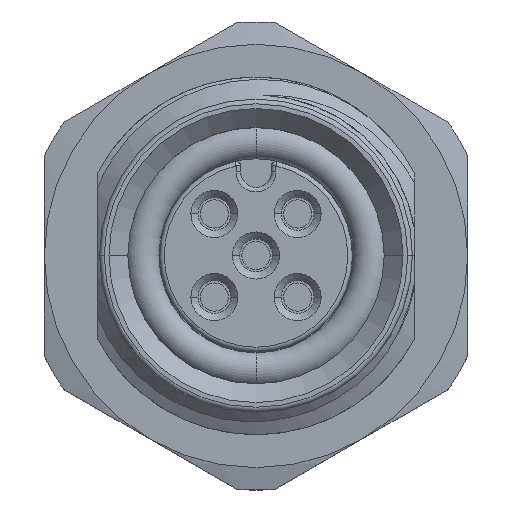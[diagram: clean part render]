
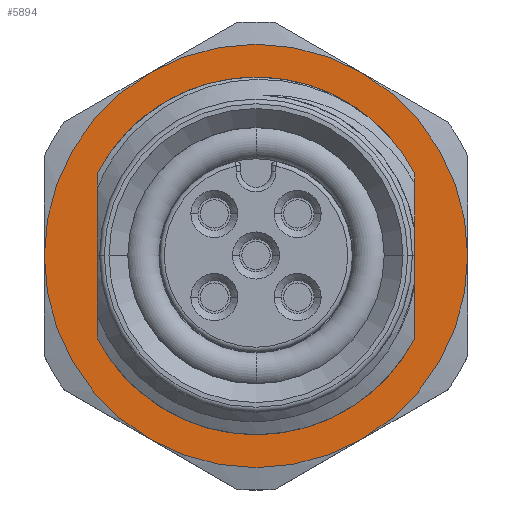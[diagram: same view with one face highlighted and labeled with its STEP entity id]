
A CAD part, top view. The second image highlights one B-rep face of the part: STEP entity #5894.
In plain terms, the highlighted planar face has unit normal (0, 0, 1).
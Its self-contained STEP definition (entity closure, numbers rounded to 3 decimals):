
#900=DIRECTION('',(0.,1.,0.));
#901=VECTOR('',#900,4.987);
#902=CARTESIAN_POINT('',(-6.75,-2.097,-11.2));
#903=LINE('',#902,#901);
#908=CARTESIAN_POINT('',(0.,0.,-11.2));
#909=DIRECTION('',(0.,0.,-1.));
#910=DIRECTION('',(0.5,0.866,0.));
#911=AXIS2_PLACEMENT_3D('',#908,#909,#910);
#913=CARTESIAN_POINT('',(0.,0.,-11.2));
#914=DIRECTION('',(0.,0.,-1.));
#915=DIRECTION('',(1.,0.,0.));
#916=AXIS2_PLACEMENT_3D('',#913,#914,#915);
#918=CARTESIAN_POINT('',(0.,0.,-11.2));
#919=DIRECTION('',(0.,0.,-1.));
#920=DIRECTION('',(-0.5,-0.866,0.));
#921=AXIS2_PLACEMENT_3D('',#918,#919,#920);
#923=CARTESIAN_POINT('',(0.,0.,-11.2));
#924=DIRECTION('',(0.,0.,-1.));
#925=DIRECTION('',(-1.,0.,0.));
#926=AXIS2_PLACEMENT_3D('',#923,#924,#925);
#1040=CARTESIAN_POINT('',(0.,0.,-11.2));
#1041=DIRECTION('',(0.,0.,-1.));
#1042=DIRECTION('',(-0.483,0.876,0.));
#1043=AXIS2_PLACEMENT_3D('',#1040,#1041,#1042);
#1176=CARTESIAN_POINT('',(-4.267,-5.342,-11.2));
#1177=CARTESIAN_POINT('',(-4.426,-5.229,-11.2));
#1178=CARTESIAN_POINT('',(-4.734,-4.99,-11.2));
#1179=CARTESIAN_POINT('',(-5.167,-4.59,-11.2));
#1180=CARTESIAN_POINT('',(-5.565,-4.154,-11.2));
#1181=CARTESIAN_POINT('',(-5.927,-3.683,-11.2));
#1182=CARTESIAN_POINT('',(-6.247,-3.182,-11.2));
#1183=CARTESIAN_POINT('',(-6.525,-2.652,-11.2));
#1184=CARTESIAN_POINT('',(-6.68,-2.285,-11.2));
#1185=CARTESIAN_POINT('',(-6.75,-2.097,-11.2));
#1250=CARTESIAN_POINT('',(-6.75,2.89,-11.2));
#1251=CARTESIAN_POINT('',(-6.68,3.082,-11.2));
#1252=CARTESIAN_POINT('',(-6.523,3.458,-11.2));
#1253=CARTESIAN_POINT('',(-6.241,4.005,-11.2));
#1254=CARTESIAN_POINT('',(-5.914,4.528,-11.2));
#1255=CARTESIAN_POINT('',(-5.543,5.023,-11.2));
#1256=CARTESIAN_POINT('',(-5.131,5.487,-11.2));
#1257=CARTESIAN_POINT('',(-4.681,5.917,-11.2));
#1258=CARTESIAN_POINT('',(-4.194,6.31,-11.2));
#1259=CARTESIAN_POINT('',(-3.849,6.544,-11.2));
#1260=CARTESIAN_POINT('',(-3.671,6.655,-11.2));
#1369=CARTESIAN_POINT('',(5.342,-4.267,-11.2));
#1370=CARTESIAN_POINT('',(5.224,-4.415,-11.2));
#1371=CARTESIAN_POINT('',(4.977,-4.699,-11.2));
#1372=CARTESIAN_POINT('',(4.572,-5.094,-11.2));
#1373=CARTESIAN_POINT('',(4.136,-5.454,-11.2));
#1374=CARTESIAN_POINT('',(3.671,-5.777,-11.2));
#1375=CARTESIAN_POINT('',(3.182,-6.06,-11.2));
#1376=CARTESIAN_POINT('',(2.67,-6.302,-11.2));
#1377=CARTESIAN_POINT('',(2.141,-6.501,-11.2));
#1378=CARTESIAN_POINT('',(1.597,-6.656,-11.2));
#1379=CARTESIAN_POINT('',(1.041,-6.765,-11.2));
#1380=CARTESIAN_POINT('',(0.479,-6.828,-11.2));
#1381=CARTESIAN_POINT('',(-0.086,-6.844,-11.2));
#1382=CARTESIAN_POINT('',(-0.651,-6.814,-11.2));
#1383=CARTESIAN_POINT('',(-1.211,-6.737,-11.2));
#1384=CARTESIAN_POINT('',(-1.764,-6.613,-11.2));
#1385=CARTESIAN_POINT('',(-2.304,-6.445,-11.2));
#1386=CARTESIAN_POINT('',(-2.828,-6.233,-11.2));
#1387=CARTESIAN_POINT('',(-3.333,-5.978,-11.2));
#1388=CARTESIAN_POINT('',(-3.815,-5.683,-11.2));
#1389=CARTESIAN_POINT('',(-4.119,-5.46,-11.2));
#1390=CARTESIAN_POINT('',(-4.267,-5.342,-11.2));
#1643=DIRECTION('',(0.,-1.,0.));
#1644=VECTOR('',#1643,4.464);
#1645=CARTESIAN_POINT('',(6.75,2.627,-11.2));
#1646=LINE('',#1645,#1644);
#1720=CARTESIAN_POINT('',(2.11,7.301,-11.2));
#1721=CARTESIAN_POINT('',(2.309,7.232,-11.2));
#1722=CARTESIAN_POINT('',(2.7,7.079,-11.2));
#1723=CARTESIAN_POINT('',(3.265,6.801,-11.2));
#1724=CARTESIAN_POINT('',(3.802,6.478,-11.2));
#1725=CARTESIAN_POINT('',(4.31,6.113,-11.2));
#1726=CARTESIAN_POINT('',(4.783,5.708,-11.2));
#1727=CARTESIAN_POINT('',(5.22,5.266,-11.2));
#1728=CARTESIAN_POINT('',(5.616,4.791,-11.2));
#1729=CARTESIAN_POINT('',(5.97,4.286,-11.2));
#1730=CARTESIAN_POINT('',(6.28,3.754,-11.2));
#1731=CARTESIAN_POINT('',(6.543,3.201,-11.2));
#1732=CARTESIAN_POINT('',(6.686,2.82,-11.2));
#1733=CARTESIAN_POINT('',(6.75,2.627,-11.2));
#1903=CARTESIAN_POINT('',(6.75,-1.837,-11.2));
#1904=CARTESIAN_POINT('',(6.69,-2.018,-11.2));
#1905=CARTESIAN_POINT('',(6.556,-2.372,-11.2));
#1906=CARTESIAN_POINT('',(6.311,-2.886,-11.2));
#1907=CARTESIAN_POINT('',(6.027,-3.376,-11.2));
#1908=CARTESIAN_POINT('',(5.705,-3.839,-11.2));
#1909=CARTESIAN_POINT('',(5.467,-4.128,-11.2));
#1910=CARTESIAN_POINT('',(5.342,-4.267,-11.2));
#3720=CARTESIAN_POINT('',(0.,0.,-11.2));
#3721=DIRECTION('',(0.,0.,1.));
#3722=DIRECTION('',(-0.5,-0.866,0.));
#3723=AXIS2_PLACEMENT_3D('',#3720,#3721,#3722);
#3725=CARTESIAN_POINT('',(0.,0.,-11.2));
#3726=DIRECTION('',(0.,0.,1.));
#3727=DIRECTION('',(0.5,0.866,0.));
#3728=AXIS2_PLACEMENT_3D('',#3725,#3726,#3727);
#4355=CARTESIAN_POINT('',(-3.671,6.655,-11.2));
#4356=CARTESIAN_POINT('',(2.11,7.301,-11.2));
#4357=VERTEX_POINT('',#4355);
#4358=VERTEX_POINT('',#4356);
#4359=CARTESIAN_POINT('',(-6.75,-2.097,-11.2));
#4360=CARTESIAN_POINT('',(-6.75,2.89,-11.2));
#4361=VERTEX_POINT('',#4359);
#4362=VERTEX_POINT('',#4360);
#4363=CARTESIAN_POINT('',(6.75,2.627,-11.2));
#4364=CARTESIAN_POINT('',(6.75,-1.837,-11.2));
#4365=VERTEX_POINT('',#4363);
#4366=VERTEX_POINT('',#4364);
#4379=CARTESIAN_POINT('',(4.5,7.794,-11.2));
#4380=CARTESIAN_POINT('',(9.,0.,-11.2));
#4381=VERTEX_POINT('',#4379);
#4382=VERTEX_POINT('',#4380);
#4383=CARTESIAN_POINT('',(4.5,-7.794,-11.2));
#4384=VERTEX_POINT('',#4383);
#4385=CARTESIAN_POINT('',(-4.5,-7.794,-11.2));
#4386=CARTESIAN_POINT('',(-9.,0.,-11.2));
#4387=VERTEX_POINT('',#4385);
#4388=VERTEX_POINT('',#4386);
#4389=CARTESIAN_POINT('',(-4.5,7.794,-11.2));
#4390=VERTEX_POINT('',#4389);
#4645=VERTEX_POINT('',#1176);
#4646=VERTEX_POINT('',#1369);
#5858=CARTESIAN_POINT('',(0.,0.,-11.2));
#5859=DIRECTION('',(0.,0.,1.));
#5860=DIRECTION('',(1.,0.,0.));
#5861=AXIS2_PLACEMENT_3D('',#5858,#5859,#5860);
#5862=PLANE('',#5861);
#5864=ORIENTED_EDGE('',*,*,#5863,.F.);
#5866=ORIENTED_EDGE('',*,*,#5865,.T.);
#5868=ORIENTED_EDGE('',*,*,#5867,.T.);
#5870=ORIENTED_EDGE('',*,*,#5869,.F.);
#5872=ORIENTED_EDGE('',*,*,#5871,.T.);
#5874=ORIENTED_EDGE('',*,*,#5873,.T.);
#5875=EDGE_LOOP('',(#5864,#5866,#5868,#5870,#5872,#5874));
#5876=FACE_OUTER_BOUND('',#5875,.F.);
#5878=ORIENTED_EDGE('',*,*,#5877,.F.);
#5880=ORIENTED_EDGE('',*,*,#5879,.F.);
#5881=ORIENTED_EDGE('',*,*,#5784,.F.);
#5883=ORIENTED_EDGE('',*,*,#5882,.F.);
#5885=ORIENTED_EDGE('',*,*,#5884,.F.);
#5887=ORIENTED_EDGE('',*,*,#5886,.F.);
#5889=ORIENTED_EDGE('',*,*,#5888,.F.);
#5891=ORIENTED_EDGE('',*,*,#5890,.F.);
#5892=EDGE_LOOP('',(#5878,#5880,#5881,#5883,#5885,#5887,#5889,#5891));
#5893=FACE_BOUND('',#5892,.F.);
#912=CIRCLE('',#911,9.);
#917=CIRCLE('',#916,9.);
#922=CIRCLE('',#921,9.);
#927=CIRCLE('',#926,9.);
#1044=CIRCLE('',#1043,7.6);
#1186=B_SPLINE_CURVE_WITH_KNOTS('',3,(#1176,#1177,#1178,#1179,#1180,#1181,#1182,
#1183,#1184,#1185),.UNSPECIFIED.,.F.,.F.,(4,1,1,1,1,1,1,4),(0.,
0.143,0.286,0.429,0.571,
0.714,0.857,1.),.UNSPECIFIED.);
#1261=B_SPLINE_CURVE_WITH_KNOTS('',3,(#1250,#1251,#1252,#1253,#1254,#1255,#1256,
#1257,#1258,#1259,#1260),.UNSPECIFIED.,.F.,.F.,(4,1,1,1,1,1,1,1,4),(0.,
0.125,0.25,0.375,0.5,0.625,0.75,0.875,1.),.UNSPECIFIED.);
#1391=B_SPLINE_CURVE_WITH_KNOTS('',3,(#1369,#1370,#1371,#1372,#1373,#1374,#1375,
#1376,#1377,#1378,#1379,#1380,#1381,#1382,#1383,#1384,#1385,#1386,#1387,#1388,
#1389,#1390),.UNSPECIFIED.,.F.,.F.,(4,1,1,1,1,1,1,1,1,1,1,1,1,1,1,1,1,1,1,4),(
0.,0.053,0.105,0.158,0.211,
0.263,0.316,0.368,0.421,
0.474,0.526,0.579,0.632,
0.684,0.737,0.789,0.842,
0.895,0.947,1.),.UNSPECIFIED.);
#1734=B_SPLINE_CURVE_WITH_KNOTS('',3,(#1720,#1721,#1722,#1723,#1724,#1725,#1726,
#1727,#1728,#1729,#1730,#1731,#1732,#1733),.UNSPECIFIED.,.F.,.F.,(4,1,1,1,1,1,1,
1,1,1,1,4),(0.,0.091,0.182,0.273,
0.364,0.455,0.545,0.636,
0.727,0.818,0.909,1.),.UNSPECIFIED.);
#1911=B_SPLINE_CURVE_WITH_KNOTS('',3,(#1903,#1904,#1905,#1906,#1907,#1908,#1909,
#1910),.UNSPECIFIED.,.F.,.F.,(4,1,1,1,1,4),(0.,0.2,0.4,0.6,0.8,1.),
.UNSPECIFIED.);
#3724=CIRCLE('',#3723,9.);
#3729=CIRCLE('',#3728,9.);
#5784=EDGE_CURVE('',#4361,#4362,#903,.T.);
#5863=EDGE_CURVE('',#4381,#4390,#3729,.T.);
#5865=EDGE_CURVE('',#4381,#4382,#912,.T.);
#5867=EDGE_CURVE('',#4382,#4384,#917,.T.);
#5869=EDGE_CURVE('',#4387,#4384,#3724,.T.);
#5871=EDGE_CURVE('',#4387,#4388,#922,.T.);
#5873=EDGE_CURVE('',#4388,#4390,#927,.T.);
#5877=EDGE_CURVE('',#4357,#4358,#1044,.T.);
#5879=EDGE_CURVE('',#4362,#4357,#1261,.T.);
#5882=EDGE_CURVE('',#4645,#4361,#1186,.T.);
#5884=EDGE_CURVE('',#4646,#4645,#1391,.T.);
#5886=EDGE_CURVE('',#4366,#4646,#1911,.T.);
#5888=EDGE_CURVE('',#4365,#4366,#1646,.T.);
#5890=EDGE_CURVE('',#4358,#4365,#1734,.T.);
#5894=ADVANCED_FACE('',(#5876,#5893),#5862,.T.);
